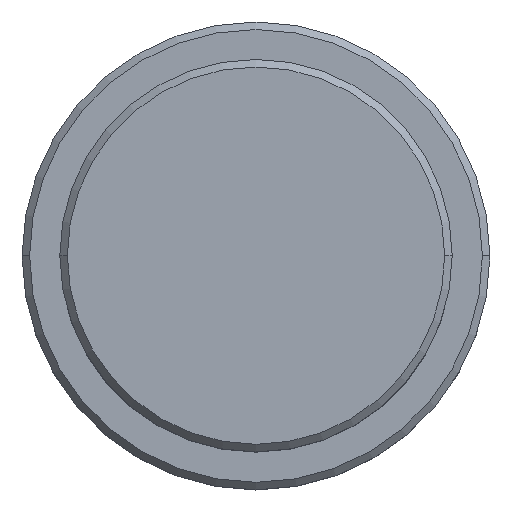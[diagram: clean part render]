
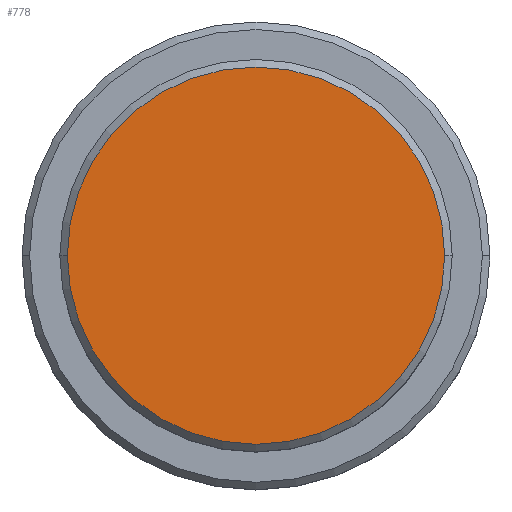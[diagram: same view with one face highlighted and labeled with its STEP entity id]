
A CAD part, top view. The second image highlights one B-rep face of the part: STEP entity #778.
In plain terms, the highlighted planar face has unit normal (0, 0, 1).
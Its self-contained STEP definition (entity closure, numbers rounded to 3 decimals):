
#14 = EDGE_CURVE ( 'NONE', #1323, #121, #22, .T. ) ;
#22 = CIRCLE ( 'NONE', #1308, 12.5 ) ;
#52 = PLANE ( 'NONE',  #1211 ) ;
#64 = CARTESIAN_POINT ( 'NONE',  ( 12.5, 0., 0. ) ) ;
#121 = VERTEX_POINT ( 'NONE', #1130 ) ;
#198 = ORIENTED_EDGE ( 'NONE', *, *, #14, .T. ) ;
#231 = AXIS2_PLACEMENT_3D ( 'NONE', #719, #918, #1261 ) ;
#383 = CARTESIAN_POINT ( 'NONE',  ( 0., 0., 0. ) ) ;
#405 = EDGE_LOOP ( 'NONE', ( #486, #198 ) ) ;
#416 = CIRCLE ( 'NONE', #231, 12.5 ) ;
#479 = DIRECTION ( 'NONE',  ( 0., 0., 1. ) ) ;
#486 = ORIENTED_EDGE ( 'NONE', *, *, #629, .T. ) ;
#629 = EDGE_CURVE ( 'NONE', #121, #1323, #416, .T. ) ;
#719 = CARTESIAN_POINT ( 'NONE',  ( 0., 0., 0. ) ) ;
#729 = CARTESIAN_POINT ( 'NONE',  ( 0., 0., 0. ) ) ;
#778 = ADVANCED_FACE ( 'NONE', ( #1053 ), #52, .T. ) ;
#918 = DIRECTION ( 'NONE',  ( 0., 0., 1. ) ) ;
#1053 = FACE_OUTER_BOUND ( 'NONE', #405, .T. ) ;
#1084 = DIRECTION ( 'NONE',  ( 1., 0., 0. ) ) ;
#1127 = DIRECTION ( 'NONE',  ( 1., 0., 0. ) ) ;
#1130 = CARTESIAN_POINT ( 'NONE',  ( -12.5, 0., 0. ) ) ;
#1167 = DIRECTION ( 'NONE',  ( 0., 0., 1. ) ) ;
#1211 = AXIS2_PLACEMENT_3D ( 'NONE', #383, #479, #1127 ) ;
#1261 = DIRECTION ( 'NONE',  ( 1., 0., 0. ) ) ;
#1308 = AXIS2_PLACEMENT_3D ( 'NONE', #729, #1167, #1084 ) ;
#1323 = VERTEX_POINT ( 'NONE', #64 ) ;
